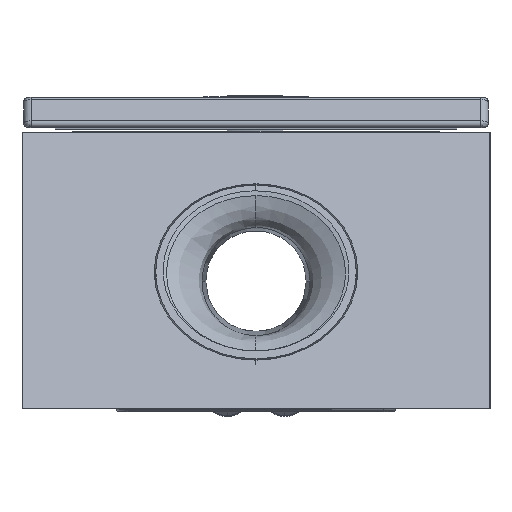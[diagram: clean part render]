
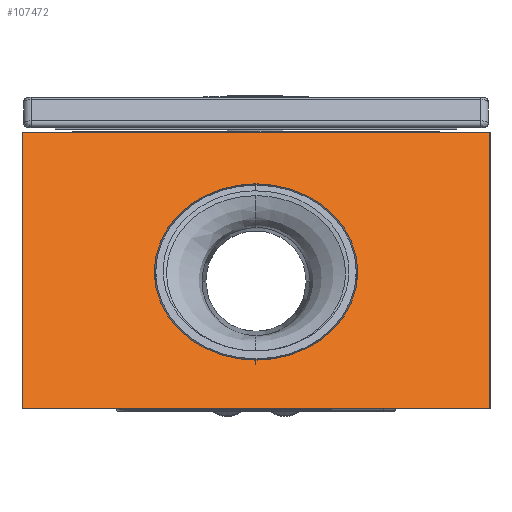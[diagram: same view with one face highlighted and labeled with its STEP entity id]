
A CAD part, left-side view. The second image highlights one B-rep face of the part: STEP entity #107472.
In plain terms, the highlighted planar face has unit normal (-0.866, 0, 0.5).
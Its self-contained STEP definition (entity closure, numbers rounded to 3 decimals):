
#3540 = DIRECTION ( 'NONE',  ( 0.5, 0., 0.866 ) ) ;
#5556 = CARTESIAN_POINT ( 'NONE',  ( -400., 77., -91. ) ) ;
#5937 = AXIS2_PLACEMENT_3D ( 'NONE', #105968, #82284, #39338 ) ;
#7336 = CARTESIAN_POINT ( 'NONE',  ( -400., -77., -91. ) ) ;
#8761 = VERTEX_POINT ( 'NONE', #31015 ) ;
#9614 = DIRECTION ( 'NONE',  ( -0.866, 0., 0.5 ) ) ;
#10421 = ORIENTED_EDGE ( 'NONE', *, *, #103818, .T. ) ;
#16814 = ORIENTED_EDGE ( 'NONE', *, *, #90489, .F. ) ;
#19435 = DIRECTION ( 'NONE',  ( 0.5, 0., 0.866 ) ) ;
#19461 = LINE ( 'NONE', #94911, #76098 ) ;
#19495 = CARTESIAN_POINT ( 'NONE',  ( -357.25, 0., -16.955 ) ) ;
#21062 = VERTEX_POINT ( 'NONE', #60928 ) ;
#22091 = LINE ( 'NONE', #7336, #24824 ) ;
#24824 = VECTOR ( 'NONE', #46873, 1000. ) ;
#24967 = VERTEX_POINT ( 'NONE', #5556 ) ;
#28834 = ORIENTED_EDGE ( 'NONE', *, *, #70737, .F. ) ;
#31015 = CARTESIAN_POINT ( 'NONE',  ( -390.75, 0., -74.979 ) ) ;
#34138 = EDGE_CURVE ( 'NONE', #58031, #21062, #97812, .T. ) ;
#39338 = DIRECTION ( 'NONE',  ( 0.5, 0., 0.866 ) ) ;
#42404 = VECTOR ( 'NONE', #79963, 1000. ) ;
#45053 = AXIS2_PLACEMENT_3D ( 'NONE', #85020, #9614, #50846 ) ;
#46873 = DIRECTION ( 'NONE',  ( 0., -1., 0. ) ) ;
#47361 = EDGE_CURVE ( 'NONE', #8761, #95029, #53318, .T. ) ;
#48275 = DIRECTION ( 'NONE',  ( 0.5, 0., 0.866 ) ) ;
#48837 = ORIENTED_EDGE ( 'NONE', *, *, #34138, .T. ) ;
#50428 = EDGE_LOOP ( 'NONE', ( #28834, #102095 ) ) ;
#50521 = ORIENTED_EDGE ( 'NONE', *, *, #56332, .F. ) ;
#50846 = DIRECTION ( 'NONE',  ( 0.5, 0., 0.866 ) ) ;
#53024 = LINE ( 'NONE', #97551, #42404 ) ;
#53318 = CIRCLE ( 'NONE', #5937, 33.5 ) ;
#53335 = VERTEX_POINT ( 'NONE', #94628 ) ;
#53704 = CARTESIAN_POINT ( 'NONE',  ( -400., -77., -91. ) ) ;
#55437 = CARTESIAN_POINT ( 'NONE',  ( -400., -77., -91. ) ) ;
#56332 = EDGE_CURVE ( 'NONE', #53335, #21062, #53024, .T. ) ;
#58031 = VERTEX_POINT ( 'NONE', #53704 ) ;
#59798 = VECTOR ( 'NONE', #48275, 1000. ) ;
#60928 = CARTESIAN_POINT ( 'NONE',  ( -347.461, -77., 0. ) ) ;
#62340 = CARTESIAN_POINT ( 'NONE',  ( -374., 0., -45.967 ) ) ;
#62699 = EDGE_LOOP ( 'NONE', ( #50521, #16814, #10421, #48837 ) ) ;
#66791 = FACE_OUTER_BOUND ( 'NONE', #62699, .T. ) ;
#70737 = EDGE_CURVE ( 'NONE', #95029, #8761, #75008, .T. ) ;
#75008 = CIRCLE ( 'NONE', #97904, 33.5 ) ;
#76098 = VECTOR ( 'NONE', #3540, 1000. ) ;
#79963 = DIRECTION ( 'NONE',  ( 0., -1., 0. ) ) ;
#82284 = DIRECTION ( 'NONE',  ( -0.866, 0., 0.5 ) ) ;
#85020 = CARTESIAN_POINT ( 'NONE',  ( -400., -77., -91. ) ) ;
#90489 = EDGE_CURVE ( 'NONE', #24967, #53335, #19461, .T. ) ;
#92733 = PLANE ( 'NONE',  #45053 ) ;
#94628 = CARTESIAN_POINT ( 'NONE',  ( -347.461, 77., 0. ) ) ;
#94884 = DIRECTION ( 'NONE',  ( -0.866, 0., 0.5 ) ) ;
#94911 = CARTESIAN_POINT ( 'NONE',  ( -400., 77., -91. ) ) ;
#95029 = VERTEX_POINT ( 'NONE', #19495 ) ;
#97551 = CARTESIAN_POINT ( 'NONE',  ( -347.461, -77., 0. ) ) ;
#97812 = LINE ( 'NONE', #55437, #59798 ) ;
#97904 = AXIS2_PLACEMENT_3D ( 'NONE', #62340, #94884, #19435 ) ;
#100948 = FACE_BOUND ( 'NONE', #50428, .T. ) ;
#102095 = ORIENTED_EDGE ( 'NONE', *, *, #47361, .F. ) ;
#103818 = EDGE_CURVE ( 'NONE', #24967, #58031, #22091, .T. ) ;
#105968 = CARTESIAN_POINT ( 'NONE',  ( -374., 0., -45.967 ) ) ;
#107472 = ADVANCED_FACE ( 'NONE', ( #100948, #66791 ), #92733, .T. ) ;
